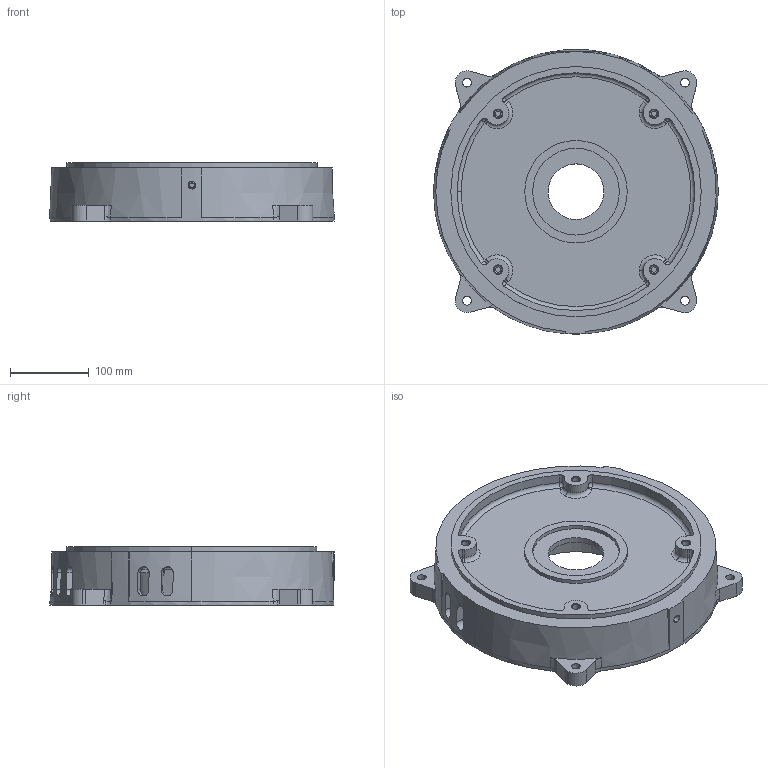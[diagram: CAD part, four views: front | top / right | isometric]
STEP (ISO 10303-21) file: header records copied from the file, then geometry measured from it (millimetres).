
FILE_DESCRIPTION (( 'STEP AP214' ), '1' );
FILE_NAME ('MTADP-CFACE-320.STEP', '2020-07-08T13:53:50', ( '' ), ( '' ), 'SwSTEP 2.0', 'SolidWorks 2017', '' );
FILE_SCHEMA (( 'AUTOMOTIVE_DESIGN' ));
Length unit declared in the file: inch
Products named in the file (1): MTADP-CFACE-320
Bounding box: 361 x 360.32 x 73.6 mm (x, y, z)
Volume: 2193144.3 mm3; surface area: 423061.9 mm2
Topology: 1 solids, 1 shells, 561 faces, 1433 edges, 815 vertices
Faces by surface type: cylinder 211, plane 106, bspline 80, torus 73, cone 46, sphere 45
Entity records: 22919 total; most frequent: CARTESIAN_POINT 10255, ORIENTED_EDGE 2718, DIRECTION 2612, EDGE_CURVE 1359, AXIS2_PLACEMENT_3D 1087, VERTEX_POINT 808, CIRCLE 605, EDGE_LOOP 603
